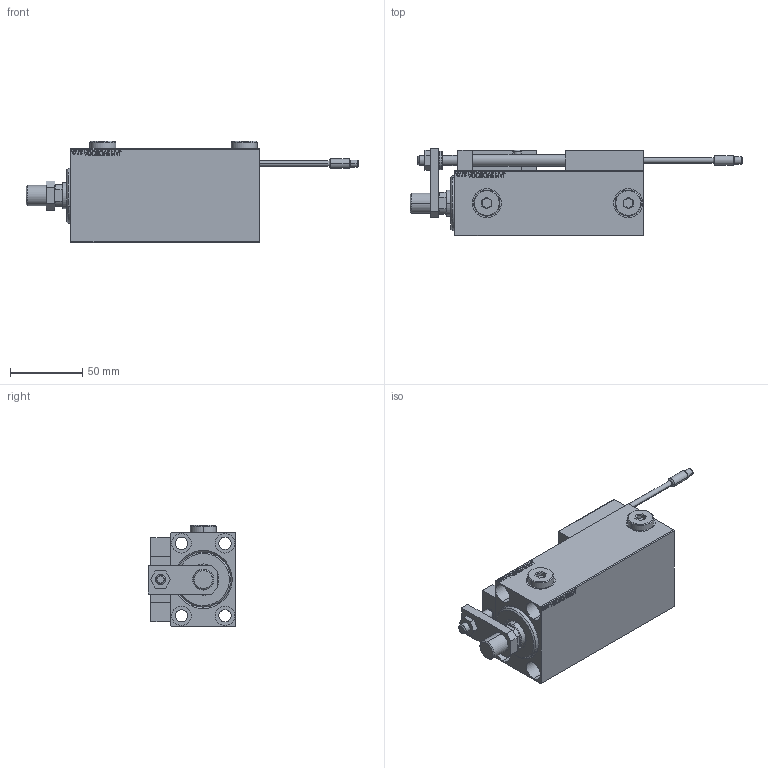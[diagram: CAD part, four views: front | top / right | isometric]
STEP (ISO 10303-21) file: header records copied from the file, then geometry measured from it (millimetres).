
FILE_DESCRIPTION (( 'STEP AP203' ), '1' );
FILE_NAME ('e5e7.STEP', '2024-02-12T03:46:18', ( '' ), ( '' ), 'SwSTEP 2.0', 'SolidWorks 2019', '' );
FILE_SCHEMA (( 'CONFIG_CONTROL_DESIGN' ));
Length unit declared in the file: millimetre
Products named in the file (17): ZARAZKA afe3c27b78ea2e0ede5934cfd65fe10e; TYC_L79 afe3c27b78ea2e0ede5934cfd65fe10e; Zatka_OIL_PORT afe3c27b78ea2e0ede5934cfd65fe10e; e5e7; V450CM_C_VCP afe3c27b78ea2e0ede5934cfd65fe10e; KONCOVKA_Y afe3c27b78ea2e0ede5934cfd65fe10e; ALLEN BOLT D8 afe3c27b78ea2e0ede5934cfd65fe10e; NUT_D12 afe3c27b78ea2e0ede5934cfd65fe10e; ALLEN BOLT D5 afe3c27b78ea2e0ede5934cfd65fe10e; SWITCH DIM B,W afe3c27b78ea2e0ede5934cfd65fe10e; SWITCH_X_FRONT_BACK afe3c27b78ea2e0ede5934cfd65fe10e; Block afe3c27b78ea2e0ede5934cfd65fe10e; MAGNET afe3c27b78ea2e0ede5934cfd65fe10e; SWITCH X afe3c27b78ea2e0ede5934cfd65fe10e; V450CM_VC_B afe3c27b78ea2e0ede5934cfd65fe10e; V450CM_MALE_METRIC afe3c27b78ea2e0ede5934cfd65fe10e; V450CM_C_Body afe3c27b78ea2e0ede5934cfd65fe10e
Assembly tree (27 placements, depth 3):
  e5e7
    V450CM_C_Body afe3c27b78ea2e0ede5934cfd65fe10e
    SWITCH X afe3c27b78ea2e0ede5934cfd65fe10e
      SWITCH_X_FRONT_BACK afe3c27b78ea2e0ede5934cfd65fe10e  x2
      TYC_L79 afe3c27b78ea2e0ede5934cfd65fe10e
      Block afe3c27b78ea2e0ede5934cfd65fe10e  x2
      ALLEN BOLT D5 afe3c27b78ea2e0ede5934cfd65fe10e  x4
      ALLEN BOLT D8 afe3c27b78ea2e0ede5934cfd65fe10e  x4
      MAGNET afe3c27b78ea2e0ede5934cfd65fe10e  x2
      KONCOVKA_Y afe3c27b78ea2e0ede5934cfd65fe10e  x2
    NUT_D12 afe3c27b78ea2e0ede5934cfd65fe10e
    SWITCH DIM B,W afe3c27b78ea2e0ede5934cfd65fe10e
    ZARAZKA afe3c27b78ea2e0ede5934cfd65fe10e
    V450CM_C_VCP afe3c27b78ea2e0ede5934cfd65fe10e
    V450CM_VC_B afe3c27b78ea2e0ede5934cfd65fe10e
    V450CM_MALE_METRIC afe3c27b78ea2e0ede5934cfd65fe10e
    Zatka_OIL_PORT afe3c27b78ea2e0ede5934cfd65fe10e  x2
Bounding box: 229 x 60.5 x 69.9 mm (x, y, z)
Volume: 376442.8 mm3; surface area: 103199.4 mm2
Topology: 26 solids, 26 shells, 1371 faces, 3256 edges, 2073 vertices
Faces by surface type: plane 599, bspline 380, cylinder 216, cone 122, torus 50, sphere 4
Entity records: 52225 total; most frequent: CARTESIAN_POINT 26396, ORIENTED_EDGE 5408, DIRECTION 3760, EDGE_CURVE 2704, VERTEX_POINT 1761, VECTOR 1550, LINE 1550, EDGE_LOOP 1261
